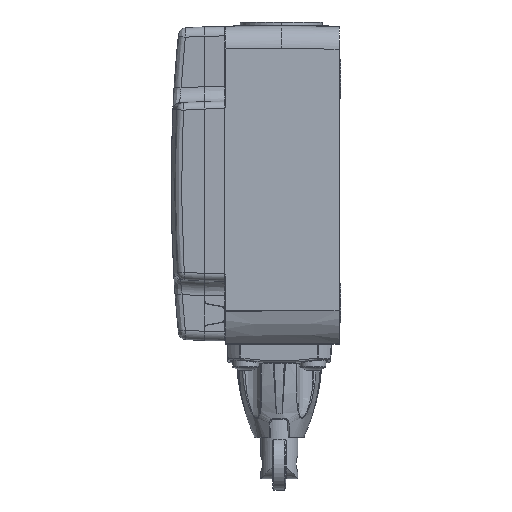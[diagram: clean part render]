
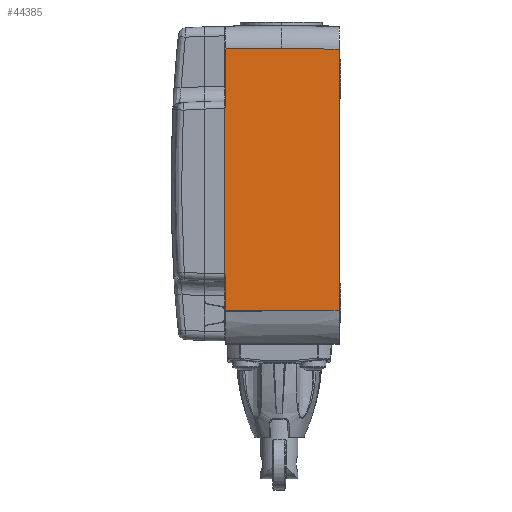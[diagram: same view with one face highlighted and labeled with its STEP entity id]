
A CAD part, left-side view. The second image highlights one B-rep face of the part: STEP entity #44385.
In plain terms, the highlighted planar face has unit normal (-1, -0.018, 0).
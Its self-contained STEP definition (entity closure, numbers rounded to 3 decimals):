
#3246=CARTESIAN_POINT('',(-20.468,0.,-31.863));
#3252=DIRECTION('',(0.,0.,-1.));
#3253=VECTOR('',#3252,69.864);
#3254=CARTESIAN_POINT('',(-20.468,0.,38.001));
#3255=LINE('',#3254,#3253);
#3268=CARTESIAN_POINT('',(-20.468,0.,38.001));
#16021=CARTESIAN_POINT('',(-21.,30.5,
-22.729));
#16031=DIRECTION('',(0.,0.,-1.));
#16032=VECTOR('',#16031,9.182);
#16033=CARTESIAN_POINT('',(-21.,30.5,
-22.729));
#16034=LINE('',#16033,#16032);
#16039=CARTESIAN_POINT('',(-21.,30.5,-31.912));
#16187=CARTESIAN_POINT('',(-21.,30.5,38.071));
#16201=DIRECTION('',(0.,0.,-1.));
#16202=VECTOR('',#16201,15.341);
#16203=CARTESIAN_POINT('',(-21.,30.5,38.071));
#16204=LINE('',#16203,#16202);
#16213=CARTESIAN_POINT('',(-21.,30.5,
22.73));
#16960=CARTESIAN_POINT('',(-21.001,30.575,
22.095));
#16961=CARTESIAN_POINT('',(-21.001,30.575,
22.149));
#16962=CARTESIAN_POINT('',(-21.001,30.559,
22.256));
#16963=CARTESIAN_POINT('',(-21.001,30.529,
22.419));
#16964=CARTESIAN_POINT('',(-21.,30.506,
22.581));
#16965=CARTESIAN_POINT('',(-21.,30.5,
22.681));
#16966=CARTESIAN_POINT('',(-21.,30.5,
22.73));
#16968=DIRECTION('',(0.017,-1.,0.013));
#16969=VECTOR('',#16968,15.096);
#16970=CARTESIAN_POINT('',(-21.,30.5,38.071));
#16971=LINE('',#16970,#16969);
#16972=DIRECTION('',(0.017,-1.,-0.017));
#16973=VECTOR('',#16972,15.412);
#16974=CARTESIAN_POINT('',(-20.737,15.408,
38.27));
#16975=LINE('',#16974,#16973);
#16976=CARTESIAN_POINT('',(-21.,30.5,-31.912));
#16977=CARTESIAN_POINT('',(-20.941,27.127,
-31.906));
#16978=CARTESIAN_POINT('',(-20.823,20.37,
-31.896));
#16979=CARTESIAN_POINT('',(-20.646,10.203,
-31.88));
#16980=CARTESIAN_POINT('',(-20.527,3.405,
-31.869));
#16981=CARTESIAN_POINT('',(-20.468,0.,-31.863));
#16994=CARTESIAN_POINT('',(-21.,30.5,
-22.729));
#16995=CARTESIAN_POINT('',(-21.,30.5,
-22.68));
#16996=CARTESIAN_POINT('',(-21.,30.506,
-22.579));
#16997=CARTESIAN_POINT('',(-21.001,30.529,
-22.42));
#16998=CARTESIAN_POINT('',(-21.001,30.558,
-22.259));
#16999=CARTESIAN_POINT('',(-21.001,30.575,
-22.15));
#17000=CARTESIAN_POINT('',(-21.001,30.575,
-22.095));
#17061=DIRECTION('',(0.,0.,1.));
#17062=VECTOR('',#17061,44.191);
#17063=CARTESIAN_POINT('',(-21.001,30.575,
-22.095));
#17064=LINE('',#17063,#17062);
#17076=CARTESIAN_POINT('',(-20.737,15.408,
38.27));
#17426=VERTEX_POINT('',#17076);
#17519=VERTEX_POINT('',#3246);
#17522=VERTEX_POINT('',#16039);
#20188=CARTESIAN_POINT('',(-21.001,30.575,
-22.095));
#20189=CARTESIAN_POINT('',(-21.001,30.575,
22.095));
#20190=VERTEX_POINT('',#20188);
#20191=VERTEX_POINT('',#20189);
#20265=VERTEX_POINT('',#16213);
#20282=VERTEX_POINT('',#16021);
#20525=VERTEX_POINT('',#16187);
#20528=VERTEX_POINT('',#3268);
#44364=CARTESIAN_POINT('',(-21.,30.5,-32.));
#44365=DIRECTION('',(-1.,-0.017,0.));
#44366=DIRECTION('',(0.,0.,1.));
#44367=AXIS2_PLACEMENT_3D('',#44364,#44365,#44366);
#44368=PLANE('',#44367);
#44369=ORIENTED_EDGE('',*,*,#43240,.F.);
#44371=ORIENTED_EDGE('',*,*,#44370,.T.);
#44373=ORIENTED_EDGE('',*,*,#44372,.T.);
#44374=ORIENTED_EDGE('',*,*,#44357,.T.);
#44375=ORIENTED_EDGE('',*,*,#43337,.F.);
#44377=ORIENTED_EDGE('',*,*,#44376,.T.);
#44379=ORIENTED_EDGE('',*,*,#44378,.T.);
#44380=ORIENTED_EDGE('',*,*,#20728,.T.);
#44382=ORIENTED_EDGE('',*,*,#44381,.F.);
#44383=EDGE_LOOP('',(#44369,#44371,#44373,#44374,#44375,#44377,#44379,#44380,
#44382));
#44384=FACE_OUTER_BOUND('',#44383,.F.);
#16967=B_SPLINE_CURVE_WITH_KNOTS('',3,(#16960,#16961,#16962,#16963,#16964,
#16965,#16966),.UNSPECIFIED.,.F.,.F.,(4,1,1,1,4),(0.,0.25,0.5,0.75,
1.),.UNSPECIFIED.);
#16982=B_SPLINE_CURVE_WITH_KNOTS('',3,(#16976,#16977,#16978,#16979,#16980,
#16981),.UNSPECIFIED.,.F.,.F.,(4,1,1,4),(0.,0.333,
0.667,1.),.UNSPECIFIED.);
#17001=B_SPLINE_CURVE_WITH_KNOTS('',3,(#16994,#16995,#16996,#16997,#16998,
#16999,#17000),.UNSPECIFIED.,.F.,.F.,(4,1,1,1,4),(0.,0.25,0.5,0.75,
1.),.UNSPECIFIED.);
#20728=EDGE_CURVE('',#20528,#17519,#3255,.T.);
#43240=EDGE_CURVE('',#20282,#17522,#16034,.T.);
#43337=EDGE_CURVE('',#20525,#20265,#16204,.T.);
#44357=EDGE_CURVE('',#20191,#20265,#16967,.T.);
#44370=EDGE_CURVE('',#20282,#20190,#17001,.T.);
#44372=EDGE_CURVE('',#20190,#20191,#17064,.T.);
#44376=EDGE_CURVE('',#20525,#17426,#16971,.T.);
#44378=EDGE_CURVE('',#17426,#20528,#16975,.T.);
#44381=EDGE_CURVE('',#17522,#17519,#16982,.T.);
#44385=ADVANCED_FACE('',(#44384),#44368,.T.);
